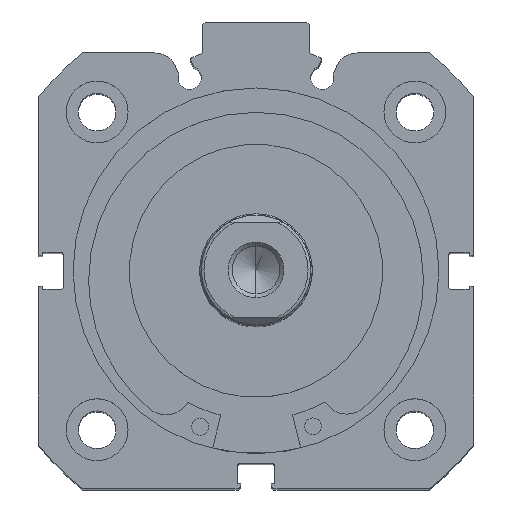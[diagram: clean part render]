
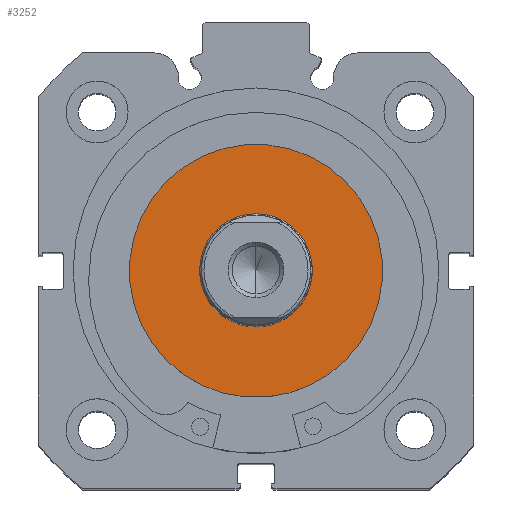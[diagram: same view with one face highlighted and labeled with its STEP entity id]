
A CAD part, top view. The second image highlights one B-rep face of the part: STEP entity #3252.
In plain terms, the highlighted face is planar.
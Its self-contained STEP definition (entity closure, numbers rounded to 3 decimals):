
#57 = EDGE_LOOP ( 'NONE', ( #1250, #1249 ) ) ;
#74 = EDGE_LOOP ( 'NONE', ( #1252, #1251 ) ) ;
#425 = CARTESIAN_POINT ( 'NONE',  ( 0., 0., 0. ) ) ;
#442 = DIRECTION ( 'NONE',  ( 0., 0., 1. ) ) ;
#443 = DIRECTION ( 'NONE',  ( -1., 0., 0. ) ) ;
#444 = CARTESIAN_POINT ( 'NONE',  ( 0., 0., 0. ) ) ;
#454 = DIRECTION ( 'NONE',  ( 0., 0., 1. ) ) ;
#455 = DIRECTION ( 'NONE',  ( -1., 0., 0. ) ) ;
#456 = CARTESIAN_POINT ( 'NONE',  ( 0., 0., 0. ) ) ;
#504 = CARTESIAN_POINT ( 'NONE',  ( 0., 0., 10. ) ) ;
#506 = CARTESIAN_POINT ( 'NONE',  ( 0., 0., 22.5 ) ) ;
#507 = CARTESIAN_POINT ( 'NONE',  ( 0., 0., -22.5 ) ) ;
#872 = VERTEX_POINT ( 'NONE', #507 ) ;
#873 = VERTEX_POINT ( 'NONE', #506 ) ;
#875 = VERTEX_POINT ( 'NONE', #504 ) ;
#1249 = ORIENTED_EDGE ( 'NONE', *, *, #2123, .T. ) ;
#1250 = ORIENTED_EDGE ( 'NONE', *, *, #2138, .T. ) ;
#1251 = ORIENTED_EDGE ( 'NONE', *, *, #2164, .F. ) ;
#1252 = ORIENTED_EDGE ( 'NONE', *, *, #2127, .F. ) ;
#1641 = CIRCLE ( 'NONE', #2681, 22.5 ) ;
#1646 = CIRCLE ( 'NONE', #2684, 10. ) ;
#1660 = CIRCLE ( 'NONE', #2692, 22.5 ) ;
#1700 = CIRCLE ( 'NONE', #2703, 10. ) ;
#2123 = EDGE_CURVE ( 'NONE', #872, #873, #1641, .T. ) ;
#2127 = EDGE_CURVE ( 'NONE', #875, #7273, #1646, .T. ) ;
#2138 = EDGE_CURVE ( 'NONE', #873, #872, #1660, .T. ) ;
#2164 = EDGE_CURVE ( 'NONE', #7273, #875, #1700, .T. ) ;
#2681 = AXIS2_PLACEMENT_3D ( 'NONE', #456, #455, #454 ) ;
#2684 = AXIS2_PLACEMENT_3D ( 'NONE', #444, #443, #442 ) ;
#2692 = AXIS2_PLACEMENT_3D ( 'NONE', #425, #3407, #3408 ) ;
#2703 = AXIS2_PLACEMENT_3D ( 'NONE', #3470, #3471, #3472 ) ;
#3020 = AXIS2_PLACEMENT_3D ( 'NONE', #6051, #6053, #6054 ) ;
#3252 = ADVANCED_FACE ( 'NONE', ( #5138, #5149 ), #6052, .F. ) ;
#3407 = DIRECTION ( 'NONE',  ( -1., 0., 0. ) ) ;
#3408 = DIRECTION ( 'NONE',  ( 0., 0., 1. ) ) ;
#3470 = CARTESIAN_POINT ( 'NONE',  ( 0., 0., 0. ) ) ;
#3471 = DIRECTION ( 'NONE',  ( -1., 0., 0. ) ) ;
#3472 = DIRECTION ( 'NONE',  ( 0., 0., 1. ) ) ;
#5138 = FACE_BOUND ( 'NONE', #74, .T. ) ;
#5149 = FACE_OUTER_BOUND ( 'NONE', #57, .T. ) ;
#6051 = CARTESIAN_POINT ( 'NONE',  ( 0., 22.5, 0. ) ) ;
#6052 = PLANE ( 'NONE',  #3020 ) ;
#6053 = DIRECTION ( 'NONE',  ( 1., 0., 0. ) ) ;
#6054 = DIRECTION ( 'NONE',  ( 0., 0., -1. ) ) ;
#6880 = CARTESIAN_POINT ( 'NONE',  ( 0., 0., -10. ) ) ;
#7273 = VERTEX_POINT ( 'NONE', #6880 ) ;
